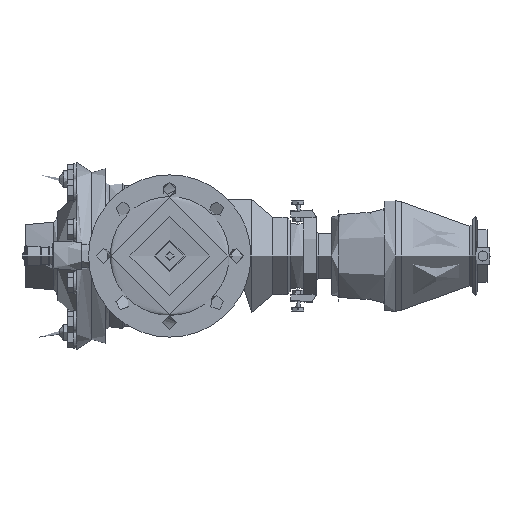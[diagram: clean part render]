
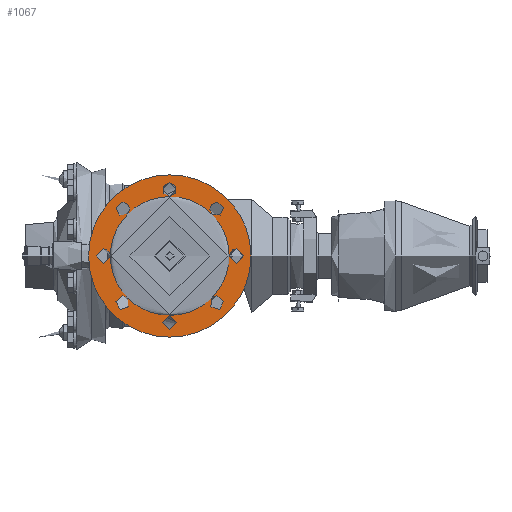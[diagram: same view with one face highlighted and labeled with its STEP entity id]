
A CAD part, left-side view. The second image highlights one B-rep face of the part: STEP entity #1067.
In plain terms, the highlighted planar face has unit normal (-1, 0, 0).
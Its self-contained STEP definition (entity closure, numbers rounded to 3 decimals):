
#1067 = ADVANCED_FACE( '', ( #2523, #2524 ), #2525, .F. );
#2523 = FACE_BOUND( '', #4374, .T. );
#2524 = FACE_OUTER_BOUND( '', #4375, .T. );
#2525 = PLANE( '', #4376 );
#4374 = EDGE_LOOP( '', ( #7417, #7418, #7419, #7420, #7421, #7422, #7423, #7424, #7425, #7426, #7427, #7428, #7429, #7430, #7431, #7432 ) );
#4375 = EDGE_LOOP( '', ( #7433 ) );
#4376 = AXIS2_PLACEMENT_3D( '', #7434, #7435, #7436 );
#7417 = ORIENTED_EDGE( '', *, *, #10541, .F. );
#7418 = ORIENTED_EDGE( '', *, *, #10770, .F. );
#7419 = ORIENTED_EDGE( '', *, *, #10540, .F. );
#7420 = ORIENTED_EDGE( '', *, *, #10771, .F. );
#7421 = ORIENTED_EDGE( '', *, *, #10547, .F. );
#7422 = ORIENTED_EDGE( '', *, *, #10772, .F. );
#7423 = ORIENTED_EDGE( '', *, *, #10546, .F. );
#7424 = ORIENTED_EDGE( '', *, *, #10138, .F. );
#7425 = ORIENTED_EDGE( '', *, *, #10545, .F. );
#7426 = ORIENTED_EDGE( '', *, *, #10773, .F. );
#7427 = ORIENTED_EDGE( '', *, *, #10544, .F. );
#7428 = ORIENTED_EDGE( '', *, *, #10774, .F. );
#7429 = ORIENTED_EDGE( '', *, *, #10543, .F. );
#7430 = ORIENTED_EDGE( '', *, *, #10478, .F. );
#7431 = ORIENTED_EDGE( '', *, *, #10542, .F. );
#7432 = ORIENTED_EDGE( '', *, *, #10775, .F. );
#7433 = ORIENTED_EDGE( '', *, *, #10776, .T. );
#7434 = CARTESIAN_POINT( '', ( -237., -110., 0. ) );
#7435 = DIRECTION( '', ( 1., 0., 0. ) );
#7436 = DIRECTION( '', ( 0., 0., -1. ) );
#10138 = EDGE_CURVE( '', #12118, #12118, #12119, .F. );
#10478 = EDGE_CURVE( '', #12657, #12657, #12658, .F. );
#10540 = EDGE_CURVE( '', #12756, #12757, #12758, .T. );
#10541 = EDGE_CURVE( '', #12757, #12759, #12760, .T. );
#10542 = EDGE_CURVE( '', #12759, #12657, #12761, .T. );
#10543 = EDGE_CURVE( '', #12657, #12762, #12763, .T. );
#10544 = EDGE_CURVE( '', #12762, #12764, #12765, .T. );
#10545 = EDGE_CURVE( '', #12764, #12118, #12766, .T. );
#10546 = EDGE_CURVE( '', #12118, #12767, #12768, .T. );
#10547 = EDGE_CURVE( '', #12767, #12756, #12769, .T. );
#10770 = EDGE_CURVE( '', #12757, #12757, #13089, .F. );
#10771 = EDGE_CURVE( '', #12756, #12756, #13090, .F. );
#10772 = EDGE_CURVE( '', #12767, #12767, #13091, .F. );
#10773 = EDGE_CURVE( '', #12764, #12764, #13092, .F. );
#10774 = EDGE_CURVE( '', #12762, #12762, #13093, .F. );
#10775 = EDGE_CURVE( '', #12759, #12759, #13094, .F. );
#10776 = EDGE_CURVE( '', #13095, #13095, #13096, .T. );
#12118 = VERTEX_POINT( '', #15254 );
#12119 = CIRCLE( '', #15255, 9.5 );
#12657 = VERTEX_POINT( '', #16541 );
#12658 = CIRCLE( '', #16542, 9.5 );
#12756 = VERTEX_POINT( '', #16797 );
#12757 = VERTEX_POINT( '', #16798 );
#12758 = CIRCLE( '', #16799, 80.5 );
#12759 = VERTEX_POINT( '', #16800 );
#12760 = CIRCLE( '', #16801, 80.5 );
#12761 = CIRCLE( '', #16802, 80.5 );
#12762 = VERTEX_POINT( '', #16803 );
#12763 = CIRCLE( '', #16804, 80.5 );
#12764 = VERTEX_POINT( '', #16805 );
#12765 = CIRCLE( '', #16806, 80.5 );
#12766 = CIRCLE( '', #16807, 80.5 );
#12767 = VERTEX_POINT( '', #16808 );
#12768 = CIRCLE( '', #16809, 80.5 );
#12769 = CIRCLE( '', #16810, 80.5 );
#13089 = CIRCLE( '', #17377, 9.5 );
#13090 = CIRCLE( '', #17378, 9.5 );
#13091 = CIRCLE( '', #17379, 9.5 );
#13092 = CIRCLE( '', #17380, 9.5 );
#13093 = CIRCLE( '', #17381, 9.5 );
#13094 = CIRCLE( '', #17382, 9.5 );
#13095 = VERTEX_POINT( '', #17383 );
#13096 = CIRCLE( '', #17384, 110. );
#15254 = CARTESIAN_POINT( '', ( -237., 56.922, -56.922 ) );
#15255 = AXIS2_PLACEMENT_3D( '', #19404, #19405, #19406 );
#16541 = CARTESIAN_POINT( '', ( -237., 0., 80.5 ) );
#16542 = AXIS2_PLACEMENT_3D( '', #19843, #19844, #19845 );
#16797 = CARTESIAN_POINT( '', ( -237., -56.922, -56.922 ) );
#16798 = CARTESIAN_POINT( '', ( -237., -80.5, 0. ) );
#16799 = AXIS2_PLACEMENT_3D( '', #19915, #19916, #19917 );
#16800 = CARTESIAN_POINT( '', ( -237., -56.922, 56.922 ) );
#16801 = AXIS2_PLACEMENT_3D( '', #19918, #19919, #19920 );
#16802 = AXIS2_PLACEMENT_3D( '', #19921, #19922, #19923 );
#16803 = CARTESIAN_POINT( '', ( -237., 56.922, 56.922 ) );
#16804 = AXIS2_PLACEMENT_3D( '', #19924, #19925, #19926 );
#16805 = CARTESIAN_POINT( '', ( -237., 80.5, 0. ) );
#16806 = AXIS2_PLACEMENT_3D( '', #19927, #19928, #19929 );
#16807 = AXIS2_PLACEMENT_3D( '', #19930, #19931, #19932 );
#16808 = CARTESIAN_POINT( '', ( -237., 0., -80.5 ) );
#16809 = AXIS2_PLACEMENT_3D( '', #19933, #19934, #19935 );
#16810 = AXIS2_PLACEMENT_3D( '', #19936, #19937, #19938 );
#17377 = AXIS2_PLACEMENT_3D( '', #20199, #20200, #20201 );
#17378 = AXIS2_PLACEMENT_3D( '', #20202, #20203, #20204 );
#17379 = AXIS2_PLACEMENT_3D( '', #20205, #20206, #20207 );
#17380 = AXIS2_PLACEMENT_3D( '', #20208, #20209, #20210 );
#17381 = AXIS2_PLACEMENT_3D( '', #20211, #20212, #20213 );
#17382 = AXIS2_PLACEMENT_3D( '', #20214, #20215, #20216 );
#17383 = CARTESIAN_POINT( '', ( -237., 0., 110. ) );
#17384 = AXIS2_PLACEMENT_3D( '', #20217, #20218, #20219 );
#19404 = CARTESIAN_POINT( '', ( -237., 63.64, -63.64 ) );
#19405 = DIRECTION( '', ( 1., 0., 0. ) );
#19406 = DIRECTION( '', ( 0., 0., -1. ) );
#19843 = CARTESIAN_POINT( '', ( -237., 0., 90. ) );
#19844 = DIRECTION( '', ( 1., 0., 0. ) );
#19845 = DIRECTION( '', ( 0., 0., -1. ) );
#19915 = CARTESIAN_POINT( '', ( -237., 0., 0. ) );
#19916 = DIRECTION( '', ( -1., 0., 0. ) );
#19917 = DIRECTION( '', ( 0., 0., 1. ) );
#19918 = CARTESIAN_POINT( '', ( -237., 0., 0. ) );
#19919 = DIRECTION( '', ( -1., 0., 0. ) );
#19920 = DIRECTION( '', ( 0., 0., 1. ) );
#19921 = CARTESIAN_POINT( '', ( -237., 0., 0. ) );
#19922 = DIRECTION( '', ( -1., 0., 0. ) );
#19923 = DIRECTION( '', ( 0., 0., 1. ) );
#19924 = CARTESIAN_POINT( '', ( -237., 0., 0. ) );
#19925 = DIRECTION( '', ( -1., 0., 0. ) );
#19926 = DIRECTION( '', ( 0., 0., 1. ) );
#19927 = CARTESIAN_POINT( '', ( -237., 0., 0. ) );
#19928 = DIRECTION( '', ( -1., 0., 0. ) );
#19929 = DIRECTION( '', ( 0., 0., 1. ) );
#19930 = CARTESIAN_POINT( '', ( -237., 0., 0. ) );
#19931 = DIRECTION( '', ( -1., 0., 0. ) );
#19932 = DIRECTION( '', ( 0., 0., 1. ) );
#19933 = CARTESIAN_POINT( '', ( -237., 0., 0. ) );
#19934 = DIRECTION( '', ( -1., 0., 0. ) );
#19935 = DIRECTION( '', ( 0., 0., 1. ) );
#19936 = CARTESIAN_POINT( '', ( -237., 0., 0. ) );
#19937 = DIRECTION( '', ( -1., 0., 0. ) );
#19938 = DIRECTION( '', ( 0., 0., 1. ) );
#20199 = CARTESIAN_POINT( '', ( -237., -90., 0. ) );
#20200 = DIRECTION( '', ( 1., 0., 0. ) );
#20201 = DIRECTION( '', ( 0., 0., -1. ) );
#20202 = CARTESIAN_POINT( '', ( -237., -63.64, -63.64 ) );
#20203 = DIRECTION( '', ( 1., 0., 0. ) );
#20204 = DIRECTION( '', ( 0., 0., -1. ) );
#20205 = CARTESIAN_POINT( '', ( -237., 0., -90. ) );
#20206 = DIRECTION( '', ( 1., 0., 0. ) );
#20207 = DIRECTION( '', ( 0., 0., -1. ) );
#20208 = CARTESIAN_POINT( '', ( -237., 90., 0. ) );
#20209 = DIRECTION( '', ( 1., 0., 0. ) );
#20210 = DIRECTION( '', ( 0., 0., -1. ) );
#20211 = CARTESIAN_POINT( '', ( -237., 63.64, 63.64 ) );
#20212 = DIRECTION( '', ( 1., 0., 0. ) );
#20213 = DIRECTION( '', ( 0., 0., -1. ) );
#20214 = CARTESIAN_POINT( '', ( -237., -63.64, 63.64 ) );
#20215 = DIRECTION( '', ( 1., 0., 0. ) );
#20216 = DIRECTION( '', ( 0., 0., -1. ) );
#20217 = CARTESIAN_POINT( '', ( -237., 0., 0. ) );
#20218 = DIRECTION( '', ( -1., 0., 0. ) );
#20219 = DIRECTION( '', ( 0., 0., 1. ) );
